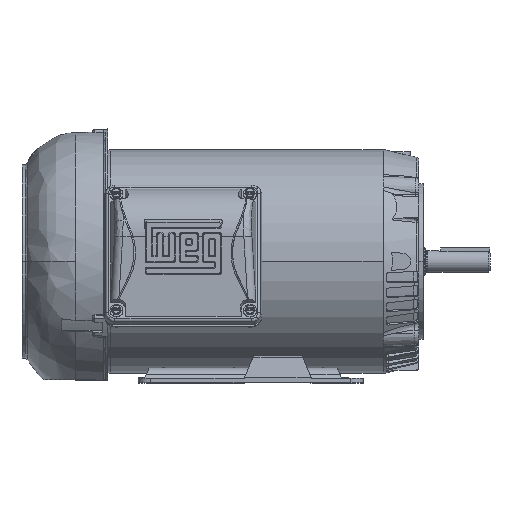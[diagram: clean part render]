
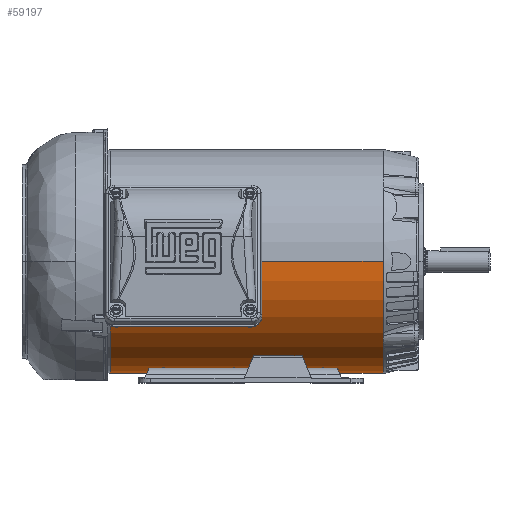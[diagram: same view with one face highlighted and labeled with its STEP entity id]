
A CAD part, top view. The second image highlights one B-rep face of the part: STEP entity #59197.
In plain terms, the highlighted cylindrical face has radius 81.875 mm (diameter 163.75 mm), a partial arc.
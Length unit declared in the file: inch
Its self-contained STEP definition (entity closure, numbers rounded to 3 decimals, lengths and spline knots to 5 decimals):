
#3451 = FACE_OUTER_BOUND ( 'NONE', #54130, .T. ) ;
#3873 = LINE ( 'NONE', #55268, #13179 ) ;
#4323 = CYLINDRICAL_SURFACE ( 'NONE', #30679, 3.22343 ) ;
#4596 = DIRECTION ( 'NONE',  ( -1., 0., 0. ) ) ;
#5643 = CARTESIAN_POINT ( 'NONE',  ( -4.48051, -0.36135, 3.22171 ) ) ;
#6557 = LINE ( 'NONE', #47541, #42586 ) ;
#7060 = DIRECTION ( 'NONE',  ( 0., 0., 1. ) ) ;
#11999 = CARTESIAN_POINT ( 'NONE',  ( 3.39351, -0.36135, -0.00171 ) ) ;
#13179 = VECTOR ( 'NONE', #37160, 39.37008 ) ;
#13406 = CARTESIAN_POINT ( 'NONE',  ( 3.39351, -0.36135, 3.22171 ) ) ;
#15280 = VERTEX_POINT ( 'NONE', #51703 ) ;
#17821 = ORIENTED_EDGE ( 'NONE', *, *, #56372, .T. ) ;
#21037 = DIRECTION ( 'NONE',  ( 0., 0., 1. ) ) ;
#25546 = DIRECTION ( 'NONE',  ( -1., 0., 0. ) ) ;
#25820 = CARTESIAN_POINT ( 'NONE',  ( 3.39351, -3.58477, -0.00115 ) ) ;
#27941 = AXIS2_PLACEMENT_3D ( 'NONE', #11999, #25546, #21037 ) ;
#30679 = AXIS2_PLACEMENT_3D ( 'NONE', #59167, #4596, #40137 ) ;
#30814 = DIRECTION ( 'NONE',  ( 1., 0., 0. ) ) ;
#31805 = VERTEX_POINT ( 'NONE', #25820 ) ;
#33847 = CARTESIAN_POINT ( 'NONE',  ( -4.48051, -0.36135, -0.00171 ) ) ;
#35653 = CIRCLE ( 'NONE', #27941, 3.22343 ) ;
#35984 = EDGE_CURVE ( 'NONE', #31805, #43135, #35653, .T. ) ;
#37160 = DIRECTION ( 'NONE',  ( 1., 0., 0. ) ) ;
#38004 = VERTEX_POINT ( 'NONE', #5643 ) ;
#38162 = DIRECTION ( 'NONE',  ( -1., 0., 0. ) ) ;
#40137 = DIRECTION ( 'NONE',  ( 0., 0., 1. ) ) ;
#42145 = ORIENTED_EDGE ( 'NONE', *, *, #48088, .T. ) ;
#42179 = CIRCLE ( 'NONE', #51886, 3.22343 ) ;
#42586 = VECTOR ( 'NONE', #38162, 39.37008 ) ;
#43135 = VERTEX_POINT ( 'NONE', #13406 ) ;
#43722 = ORIENTED_EDGE ( 'NONE', *, *, #59034, .T. ) ;
#47541 = CARTESIAN_POINT ( 'NONE',  ( 24.88089, -0.36135, 3.22171 ) ) ;
#48088 = EDGE_CURVE ( 'NONE', #43135, #38004, #6557, .T. ) ;
#48233 = ORIENTED_EDGE ( 'NONE', *, *, #35984, .T. ) ;
#51703 = CARTESIAN_POINT ( 'NONE',  ( -4.48051, -3.58477, -0.00115 ) ) ;
#51886 = AXIS2_PLACEMENT_3D ( 'NONE', #33847, #30814, #7060 ) ;
#54130 = EDGE_LOOP ( 'NONE', ( #48233, #42145, #43722, #17821 ) ) ;
#55268 = CARTESIAN_POINT ( 'NONE',  ( 24.88089, -3.58477, -0.00115 ) ) ;
#56372 = EDGE_CURVE ( 'NONE', #15280, #31805, #3873, .T. ) ;
#59034 = EDGE_CURVE ( 'NONE', #38004, #15280, #42179, .T. ) ;
#59167 = CARTESIAN_POINT ( 'NONE',  ( 24.88089, -0.36135, -0.00171 ) ) ;
#59197 = ADVANCED_FACE ( 'NONE', ( #3451 ), #4323, .T. ) ;
